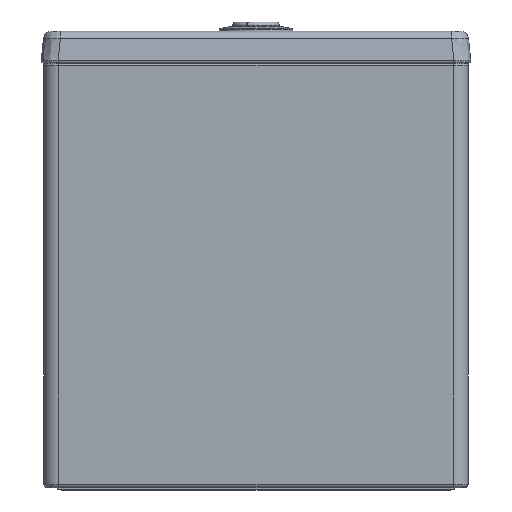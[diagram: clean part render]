
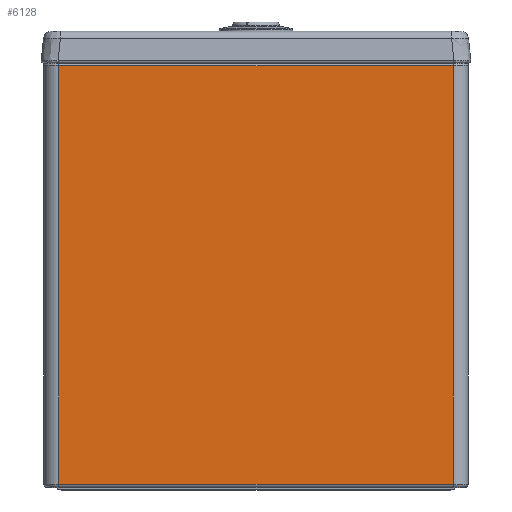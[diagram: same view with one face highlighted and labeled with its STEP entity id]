
A CAD part, top view. The second image highlights one B-rep face of the part: STEP entity #6128.
In plain terms, the highlighted planar face has unit normal (0, 0, 1).
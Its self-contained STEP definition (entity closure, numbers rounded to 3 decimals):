
#220 = ORIENTED_EDGE ( 'NONE', *, *, #1651, .T. ) ;
#398 = VECTOR ( 'NONE', #3840, 1000. ) ;
#687 = EDGE_CURVE ( 'NONE', #5451, #2557, #2938, .T. ) ;
#968 = VECTOR ( 'NONE', #8185, 1000. ) ;
#973 = CARTESIAN_POINT ( 'NONE',  ( -246.552, 609.1, 706.309 ) ) ;
#1050 = ORIENTED_EDGE ( 'NONE', *, *, #6108, .T. ) ;
#1232 = CARTESIAN_POINT ( 'NONE',  ( -246.552, 979.1, 706.309 ) ) ;
#1466 = FACE_OUTER_BOUND ( 'NONE', #5552, .T. ) ;
#1651 = EDGE_CURVE ( 'NONE', #5451, #8473, #10154, .T. ) ;
#1974 = VECTOR ( 'NONE', #7912, 1000. ) ;
#2142 = CARTESIAN_POINT ( 'NONE',  ( 102.552, 609.1, 706.309 ) ) ;
#2200 = CARTESIAN_POINT ( 'NONE',  ( -246.552, 609.1, 706.309 ) ) ;
#2416 = VECTOR ( 'NONE', #4407, 1000. ) ;
#2557 = VERTEX_POINT ( 'NONE', #1232 ) ;
#2938 = LINE ( 'NONE', #10200, #1974 ) ;
#3840 = DIRECTION ( 'NONE',  ( 0., 1., 0. ) ) ;
#4407 = DIRECTION ( 'NONE',  ( 1., 0., 0. ) ) ;
#4576 = ORIENTED_EDGE ( 'NONE', *, *, #5427, .T. ) ;
#4789 = PLANE ( 'NONE',  #9537 ) ;
#4938 = LINE ( 'NONE', #7302, #968 ) ;
#5427 = EDGE_CURVE ( 'NONE', #8473, #7280, #7230, .T. ) ;
#5451 = VERTEX_POINT ( 'NONE', #2200 ) ;
#5552 = EDGE_LOOP ( 'NONE', ( #4576, #1050, #6966, #220 ) ) ;
#6108 = EDGE_CURVE ( 'NONE', #7280, #2557, #4938, .T. ) ;
#6128 = ADVANCED_FACE ( 'NONE', ( #1466 ), #4789, .T. ) ;
#6966 = ORIENTED_EDGE ( 'NONE', *, *, #687, .F. ) ;
#7230 = LINE ( 'NONE', #2142, #398 ) ;
#7280 = VERTEX_POINT ( 'NONE', #8917 ) ;
#7302 = CARTESIAN_POINT ( 'NONE',  ( 102.552, 979.1, 706.309 ) ) ;
#7351 = CARTESIAN_POINT ( 'NONE',  ( -72., 606.1, 706.309 ) ) ;
#7405 = DIRECTION ( 'NONE',  ( 0., 0., 1. ) ) ;
#7912 = DIRECTION ( 'NONE',  ( 0., 1., 0. ) ) ;
#8134 = DIRECTION ( 'NONE',  ( 1., 0., 0. ) ) ;
#8185 = DIRECTION ( 'NONE',  ( -1., 0., 0. ) ) ;
#8473 = VERTEX_POINT ( 'NONE', #9064 ) ;
#8917 = CARTESIAN_POINT ( 'NONE',  ( 102.552, 979.1, 706.309 ) ) ;
#9064 = CARTESIAN_POINT ( 'NONE',  ( 102.552, 609.1, 706.309 ) ) ;
#9537 = AXIS2_PLACEMENT_3D ( 'NONE', #7351, #7405, #8134 ) ;
#10154 = LINE ( 'NONE', #973, #2416 ) ;
#10200 = CARTESIAN_POINT ( 'NONE',  ( -246.552, 609.1, 706.309 ) ) ;
